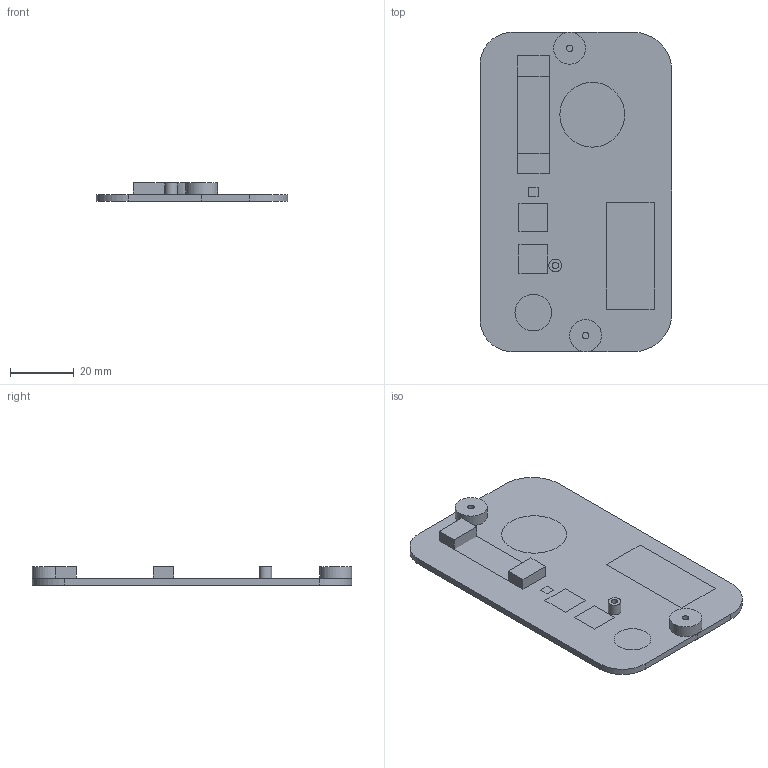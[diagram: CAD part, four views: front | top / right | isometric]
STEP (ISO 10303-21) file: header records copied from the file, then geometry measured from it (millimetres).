
FILE_DESCRIPTION(/* description */ (''),/* implementation_level */ '2;1');
FILE_NAME(/* name */ 'Chassis_Center_Rear.step',/* time_stamp */ '2025-08-11T19:11:04-04:00',/* author */ (''),/* organization */ (''),/* preprocessor_version */ 'ST-DEVELOPER v20.1',/* originating_system */ 'Autodesk Translation Framework v14.10.0.0',/* authorisation */ '');
FILE_SCHEMA (('AUTOMOTIVE_DESIGN { 1 0 10303 214 3 1 1 }'));
Length unit declared in the file: millimetre
Products named in the file (1): 2025-08-11-18-04-05-424
Bounding box: 60 x 100 x 5.7 mm (x, y, z)
Volume: 14371.3 mm3; surface area: 18209.7 mm2
Topology: 23 solids, 25 shells, 141 faces, 266 edges, 172 vertices
Faces by surface type: plane 113, cylinder 28
Full cylindrical faces by diameter (mm): 2 x3, 4 x1, 10 x2, 11.5 x1, 20.3 x1
Entity records: 3303 total; most frequent: DIRECTION 560, CARTESIAN_POINT 549, ORIENTED_EDGE 516, EDGE_CURVE 258, LINE 202, VECTOR 202, AXIS2_PLACEMENT_3D 179, VERTEX_POINT 168
